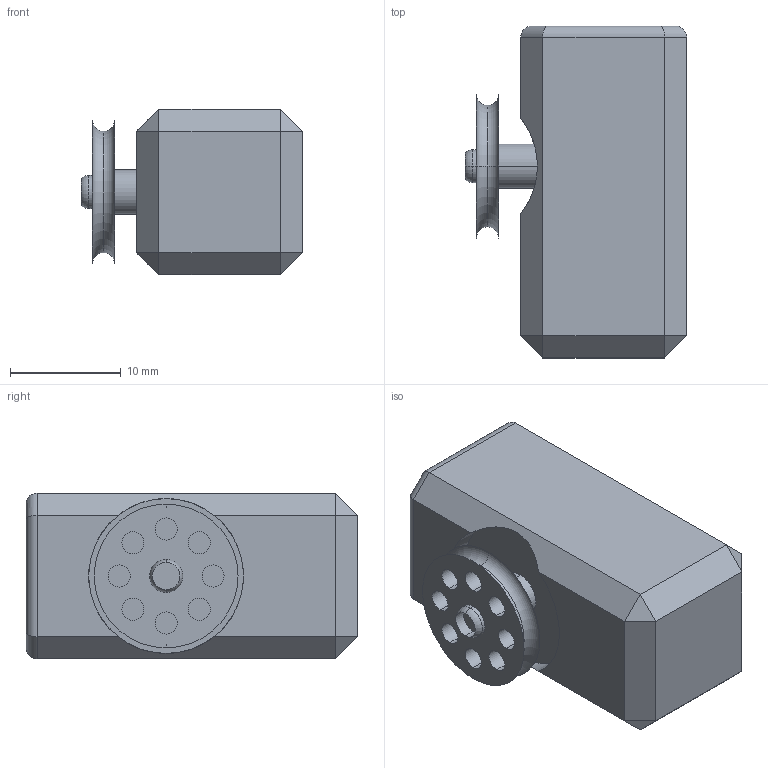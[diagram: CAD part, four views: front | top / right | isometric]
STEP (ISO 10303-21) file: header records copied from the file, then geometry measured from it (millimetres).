
FILE_DESCRIPTION (( 'STEP AP203' ), '1' );
FILE_NAME ('SERVO_Default_sldprt.STEP', '2018-06-25T05:54:09', ( '' ), ( '' ), 'SwSTEP 2.0', 'SolidWorks 2017', '' );
FILE_SCHEMA (( 'CONFIG_CONTROL_DESIGN' ));
Length unit declared in the file: millimetre
Products named in the file (1): SERVO_Default_sldprt
Bounding box: 20 x 30 x 15 mm (x, y, z)
Volume: 6148.3 mm3; surface area: 2654.7 mm2
Topology: 1 solids, 1 shells, 71 faces, 165 edges, 100 vertices
Faces by surface type: cylinder 36, plane 25, torus 8, cone 2
Entity records: 2143 total; most frequent: CARTESIAN_POINT 395, DIRECTION 371, ORIENTED_EDGE 330, EDGE_CURVE 165, AXIS2_PLACEMENT_3D 147, VERTEX_POINT 100, EDGE_LOOP 91, VECTOR 77
